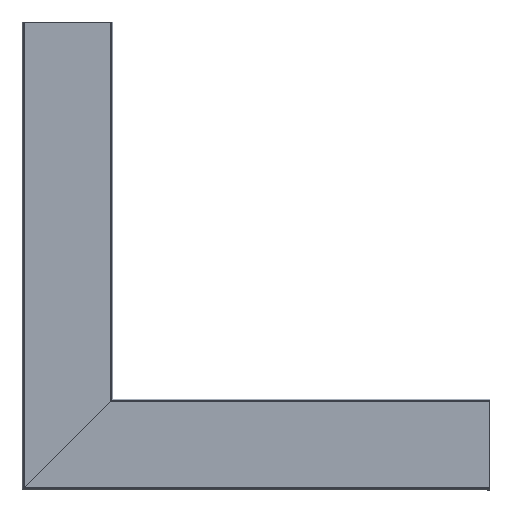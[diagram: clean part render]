
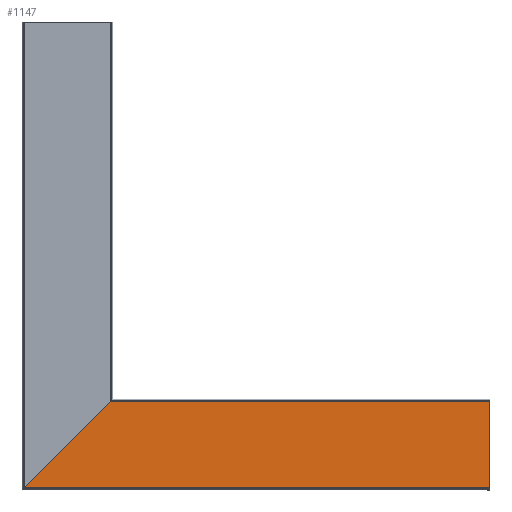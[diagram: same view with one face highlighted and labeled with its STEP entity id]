
A CAD part, left-side view. The second image highlights one B-rep face of the part: STEP entity #1147.
In plain terms, the highlighted planar face has unit normal (-1, 0, 0).
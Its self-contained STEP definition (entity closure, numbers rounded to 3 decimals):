
#11 = LINE ( 'NONE', #122, #210 ) ;
#106 = VECTOR ( 'NONE', #133, 1000. ) ;
#110 = LINE ( 'NONE', #115, #191 ) ;
#115 = CARTESIAN_POINT ( 'NONE',  ( -1.8, -37.044, -200.001 ) ) ;
#117 = DIRECTION ( 'NONE',  ( 0., -1., 0. ) ) ;
#119 = DIRECTION ( 'NONE',  ( 0., 0., 1. ) ) ;
#120 = CARTESIAN_POINT ( 'NONE',  ( -1.8, 180.6, 19.4 ) ) ;
#122 = CARTESIAN_POINT ( 'NONE',  ( -1.8, 0., 200. ) ) ;
#124 = LINE ( 'NONE', #120, #106 ) ;
#128 = VECTOR ( 'NONE', #132, 1000. ) ;
#132 = DIRECTION ( 'NONE',  ( 0., 0., 1. ) ) ;
#133 = DIRECTION ( 'NONE',  ( 0., -0.707, -0.707 ) ) ;
#136 = CARTESIAN_POINT ( 'NONE',  ( -1.8, 37.044, -200.001 ) ) ;
#151 = LINE ( 'NONE', #136, #128 ) ;
#191 = VECTOR ( 'NONE', #119, 1000. ) ;
#210 = VECTOR ( 'NONE', #117, 1000. ) ;
#328 = CARTESIAN_POINT ( 'NONE',  ( -1.8, -37.044, -198.245 ) ) ;
#338 = CARTESIAN_POINT ( 'NONE',  ( -1.8, -37.044, 200. ) ) ;
#352 = AXIS2_PLACEMENT_3D ( 'NONE', #812, #783, #778 ) ;
#422 = FACE_OUTER_BOUND ( 'NONE', #844, .T. ) ;
#595 = CARTESIAN_POINT ( 'NONE',  ( -1.8, 37.044, -124.157 ) ) ;
#650 = VERTEX_POINT ( 'NONE', #1238 ) ;
#778 = DIRECTION ( 'NONE',  ( 0., 0., -1. ) ) ;
#783 = DIRECTION ( 'NONE',  ( 1., 0., 0. ) ) ;
#796 = PLANE ( 'NONE',  #352 ) ;
#812 = CARTESIAN_POINT ( 'NONE',  ( -1.8, 0., 200. ) ) ;
#844 = EDGE_LOOP ( 'NONE', ( #1048, #869, #1301, #1085 ) ) ;
#869 = ORIENTED_EDGE ( 'NONE', *, *, #1388, .F. ) ;
#1048 = ORIENTED_EDGE ( 'NONE', *, *, #1393, .F. ) ;
#1085 = ORIENTED_EDGE ( 'NONE', *, *, #1401, .T. ) ;
#1147 = ADVANCED_FACE ( 'NONE', ( #422 ), #796, .F. ) ;
#1231 = VERTEX_POINT ( 'NONE', #595 ) ;
#1238 = CARTESIAN_POINT ( 'NONE',  ( -1.8, 37.044, 200. ) ) ;
#1301 = ORIENTED_EDGE ( 'NONE', *, *, #1398, .T. ) ;
#1309 = VERTEX_POINT ( 'NONE', #338 ) ;
#1321 = VERTEX_POINT ( 'NONE', #328 ) ;
#1388 = EDGE_CURVE ( 'NONE', #1231, #650, #151, .T. ) ;
#1393 = EDGE_CURVE ( 'NONE', #650, #1309, #11, .T. ) ;
#1398 = EDGE_CURVE ( 'NONE', #1231, #1321, #124, .T. ) ;
#1401 = EDGE_CURVE ( 'NONE', #1321, #1309, #110, .T. ) ;
